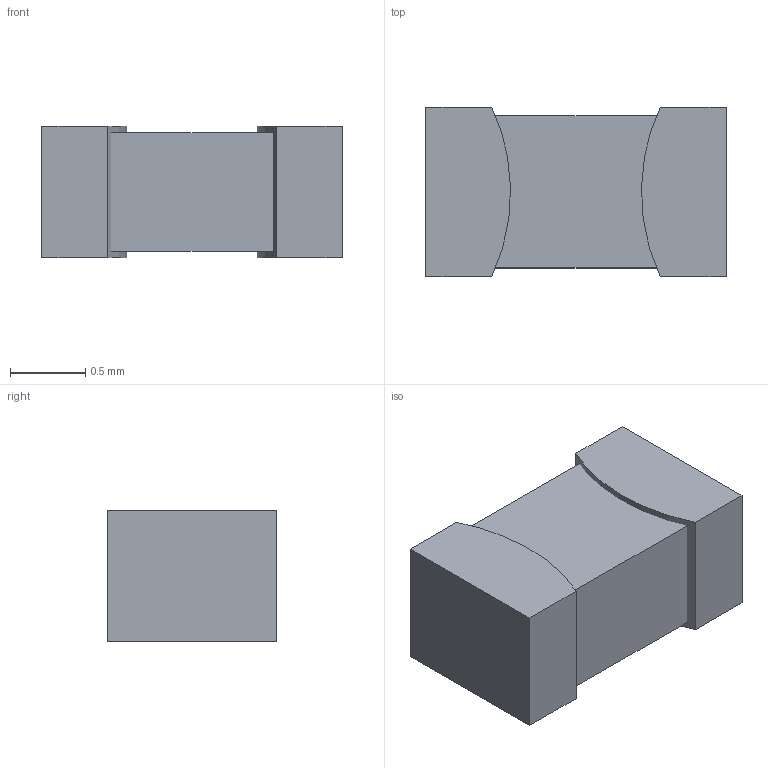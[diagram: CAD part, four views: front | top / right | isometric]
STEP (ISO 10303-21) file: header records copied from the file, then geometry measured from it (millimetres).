
FILE_DESCRIPTION(/* description */ (''),/* implementation_level */ '2;1');
FILE_NAME(/* name */ 'cap_0805.stp',/* time_stamp */ '2017-02-09T19:08:57-05:00',/* author */ (''),/* organization */ (''),/* preprocessor_version */ 'ST-DEVELOPER v16.5',/* originating_system */ 'Autodesk Translation Framework v5.2.0.2920',/* authorisation */ '');
FILE_SCHEMA (('AUTOMOTIVE_DESIGN { 1 0 10303 214 3 1 1 }'));
Length unit declared in the file: millimetre
Products named in the file (4): cap_0805 v1; End; End(Mirror); Component3
Assembly tree (3 placements, depth 2):
  cap_0805 v1
    End
    End(Mirror)
    Component3
Bounding box: 2 x 1.12 x 0.88 mm (x, y, z)
Surface area: 14.9 mm2
Topology: 3 solids, 3 shells, 18 faces, 36 edges, 24 vertices
Faces by surface type: plane 16, bspline 2
Entity records: 564 total; most frequent: CARTESIAN_POINT 95, DIRECTION 86, ORIENTED_EDGE 72, EDGE_CURVE 36, LINE 32, VECTOR 32, AXIS2_PLACEMENT_3D 27, VERTEX_POINT 24
